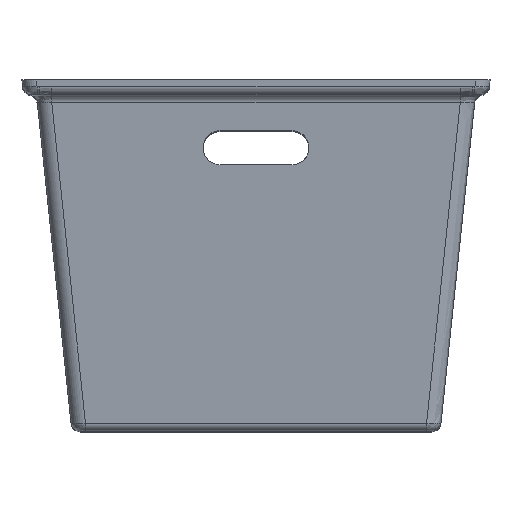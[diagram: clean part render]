
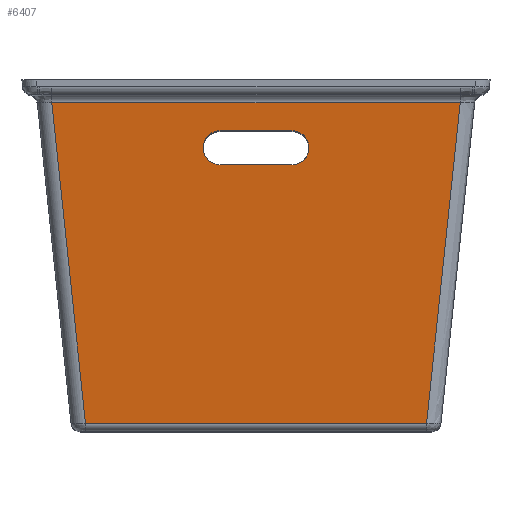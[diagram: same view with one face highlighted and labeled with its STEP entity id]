
A CAD part, top view. The second image highlights one B-rep face of the part: STEP entity #6407.
In plain terms, the highlighted planar face has unit normal (0, -0.104, 0.995).
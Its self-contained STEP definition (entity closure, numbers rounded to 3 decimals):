
#99=CARTESIAN_POINT('',(-39.65,12.433,286.058));
#100=VERTEX_POINT('',#99);
#107=CARTESIAN_POINT('',(39.65,12.433,286.058));
#108=VERTEX_POINT('',#107);
#109=CARTESIAN_POINT('',(39.65,12.433,286.058));
#110=DIRECTION('',(-1.0,0.0,0.0));
#111=VECTOR('',#110,79.3);
#112=LINE('',#109,#111);
#113=EDGE_CURVE('',#108,#100,#112,.T.);
#172=CARTESIAN_POINT('',(39.65,50.133,290.021));
#173=VERTEX_POINT('',#172);
#174=CARTESIAN_POINT('',(39.65,31.283,288.04));
#175=DIRECTION('',(0.,0.105,-0.995));
#176=DIRECTION('',(0.0,-0.995,-0.105));
#177=AXIS2_PLACEMENT_3D('',#174,#175,#176);
#178=ELLIPSE('',#177,18.954,18.85);
#179=EDGE_CURVE('',#173,#108,#178,.T.);
#259=CARTESIAN_POINT('',(-39.65,50.133,290.021));
#260=VERTEX_POINT('',#259);
#261=CARTESIAN_POINT('',(-39.65,50.133,290.021));
#262=DIRECTION('',(1.0,0.0,0.0));
#263=VECTOR('',#262,79.3);
#264=LINE('',#261,#263);
#265=EDGE_CURVE('',#260,#173,#264,.T.);
#289=CARTESIAN_POINT('',(-39.65,31.283,288.04));
#290=DIRECTION('',(0.,0.105,-0.995));
#291=DIRECTION('',(0.,0.995,0.105));
#292=AXIS2_PLACEMENT_3D('',#289,#290,#291);
#293=ELLIPSE('',#292,18.954,18.85);
#294=EDGE_CURVE('',#100,#260,#293,.T.);
#3737=CARTESIAN_POINT('',(-188.434,-272.87,256.072));
#3738=VERTEX_POINT('',#3737);
#3803=CARTESIAN_POINT('',(188.434,-272.87,256.072));
#3804=VERTEX_POINT('',#3803);
#3812=CARTESIAN_POINT('',(188.434,-272.87,256.072));
#3813=DIRECTION('',(-1.0,0.0,0.0));
#3814=VECTOR('',#3813,376.869);
#3815=LINE('',#3812,#3814);
#3816=EDGE_CURVE('',#3804,#3738,#3815,.T.);
#6014=CARTESIAN_POINT('',(-225.646,81.178,293.284));
#6015=VERTEX_POINT('',#6014);
#6023=CARTESIAN_POINT('',(225.646,81.178,293.284));
#6024=VERTEX_POINT('',#6023);
#6025=CARTESIAN_POINT('',(-225.646,81.178,293.284));
#6026=DIRECTION('',(1.0,0.0,0.0));
#6027=VECTOR('',#6026,451.293);
#6028=LINE('',#6025,#6027);
#6029=EDGE_CURVE('',#6015,#6024,#6028,.T.);
#6376=CARTESIAN_POINT('',(188.434,-272.87,256.072));
#6377=DIRECTION('',(0.104,0.989,0.104));
#6378=VECTOR('',#6377,357.938);
#6379=LINE('',#6376,#6378);
#6380=EDGE_CURVE('',#3804,#6024,#6379,.T.);
#6385=CARTESIAN_POINT('',(-121.25,-93.336,274.942));
#6386=DIRECTION('',(0.,-0.105,0.995));
#6387=DIRECTION('',(1.0,0.0,0.0));
#6388=AXIS2_PLACEMENT_3D('',#6385,#6386,#6387);
#6389=PLANE('',#6388);
#6390=ORIENTED_EDGE('',*,*,#3816,.F.);
#6391=ORIENTED_EDGE('',*,*,#6380,.T.);
#6392=ORIENTED_EDGE('',*,*,#6029,.F.);
#6393=CARTESIAN_POINT('',(-188.434,-272.87,256.072));
#6394=DIRECTION('',(-0.104,0.989,0.104));
#6395=VECTOR('',#6394,357.938);
#6396=LINE('',#6393,#6395);
#6397=EDGE_CURVE('',#3738,#6015,#6396,.T.);
#6398=ORIENTED_EDGE('',*,*,#6397,.F.);
#6399=EDGE_LOOP('',(#6390,#6391,#6392,#6398));
#6400=FACE_OUTER_BOUND('',#6399,.T.);
#6401=ORIENTED_EDGE('',*,*,#265,.T.);
#6402=ORIENTED_EDGE('',*,*,#179,.T.);
#6403=ORIENTED_EDGE('',*,*,#113,.T.);
#6404=ORIENTED_EDGE('',*,*,#294,.T.);
#6405=EDGE_LOOP('',(#6401,#6402,#6403,#6404));
#6406=FACE_BOUND('',#6405,.T.);
#6407=ADVANCED_FACE('',(#6400,#6406),#6389,.T.);
